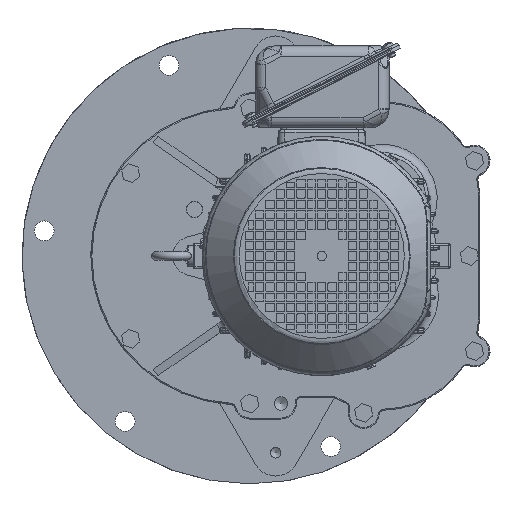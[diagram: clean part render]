
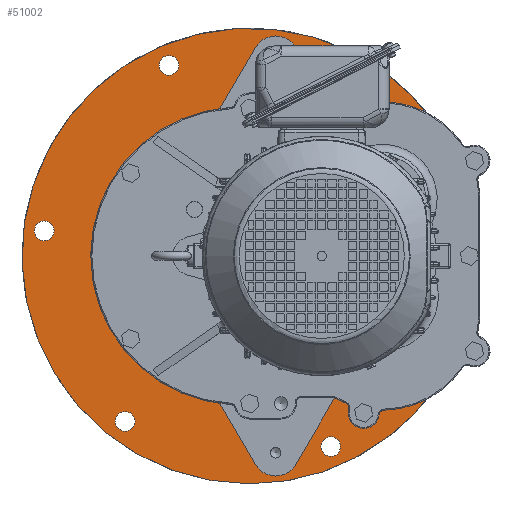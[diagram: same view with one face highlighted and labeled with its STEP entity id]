
A CAD part, left-side view. The second image highlights one B-rep face of the part: STEP entity #51002.
In plain terms, the highlighted planar face has unit normal (-1, 0, 0).
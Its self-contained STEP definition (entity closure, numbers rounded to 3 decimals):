
#971 = CARTESIAN_POINT ( 'NONE',  ( -24., -198.509, -14.874 ) ) ;
#1446 = VERTEX_POINT ( 'NONE', #8258 ) ;
#1715 = DIRECTION ( 'NONE',  ( -1., 0., 0. ) ) ;
#4771 = LINE ( 'NONE', #84409, #124448 ) ;
#5510 = DIRECTION ( 'NONE',  ( 0., 1., 0. ) ) ;
#8258 = CARTESIAN_POINT ( 'NONE',  ( -24., -180.987, 125.075 ) ) ;
#10099 = ORIENTED_EDGE ( 'NONE', *, *, #65980, .F. ) ;
#10754 = ORIENTED_EDGE ( 'NONE', *, *, #48845, .T. ) ;
#11192 = CARTESIAN_POINT ( 'NONE',  ( -24., -120.363, 159.727 ) ) ;
#12090 = DIRECTION ( 'NONE',  ( 0., 0., 1. ) ) ;
#12774 = CARTESIAN_POINT ( 'NONE',  ( -24., 78.146, 193.601 ) ) ;
#14766 = DIRECTION ( 'NONE',  ( -1., 0., 0. ) ) ;
#14815 = CIRCLE ( 'NONE', #97275, 88. ) ;
#16348 = EDGE_LOOP ( 'NONE', ( #80594 ) ) ;
#16511 = VECTOR ( 'NONE', #27257, 1000. ) ;
#16723 = VERTEX_POINT ( 'NONE', #18908 ) ;
#17037 = ORIENTED_EDGE ( 'NONE', *, *, #68144, .F. ) ;
#17697 = DIRECTION ( 'NONE',  ( -1., 0., 0. ) ) ;
#18908 = CARTESIAN_POINT ( 'NONE',  ( -24., -42.809, -139.5 ) ) ;
#21593 = AXIS2_PLACEMENT_3D ( 'NONE', #73079, #95242, #39854 ) ;
#25804 = CARTESIAN_POINT ( 'NONE',  ( -24., -43.509, -139.093 ) ) ;
#27257 = DIRECTION ( 'NONE',  ( 0., 0.864, -0.503 ) ) ;
#27509 = AXIS2_PLACEMENT_3D ( 'NONE', #134555, #113874, #12090 ) ;
#28076 = PLANE ( 'NONE',  #21593 ) ;
#28492 = EDGE_CURVE ( 'NONE', #116888, #116888, #107744, .T. ) ;
#29545 = EDGE_CURVE ( 'NONE', #16723, #136823, #4771, .T. ) ;
#29741 = EDGE_LOOP ( 'NONE', ( #10099 ) ) ;
#32359 = DIRECTION ( 'NONE',  ( 1., 0., 0. ) ) ;
#33434 = LINE ( 'NONE', #80635, #109561 ) ;
#36327 = VERTEX_POINT ( 'NONE', #115271 ) ;
#37884 = CIRCLE ( 'NONE', #106296, 9.5 ) ;
#38320 = VERTEX_POINT ( 'NONE', #68286 ) ;
#38425 = FACE_BOUND ( 'NONE', #142383, .T. ) ;
#39139 = FACE_BOUND ( 'NONE', #16348, .T. ) ;
#39854 = DIRECTION ( 'NONE',  ( 0., 0., 1. ) ) ;
#41248 = CARTESIAN_POINT ( 'NONE',  ( -24., -127.93, 54.869 ) ) ;
#41323 = CARTESIAN_POINT ( 'NONE',  ( -24., -103.815, 139.5 ) ) ;
#41952 = LINE ( 'NONE', #75203, #96594 ) ;
#42410 = CIRCLE ( 'NONE', #143743, 9.5 ) ;
#43023 = ORIENTED_EDGE ( 'NONE', *, *, #130898, .T. ) ;
#44988 = DIRECTION ( 'NONE',  ( 0., 0., 1. ) ) ;
#45702 = CARTESIAN_POINT ( 'NONE',  ( -24., -127.93, 54.869 ) ) ;
#47038 = CIRCLE ( 'NONE', #131877, 139.5 ) ;
#47636 = AXIS2_PLACEMENT_3D ( 'NONE', #11192, #64522, #51259 ) ;
#48845 = EDGE_CURVE ( 'NONE', #109531, #135657, #65941, .T. ) ;
#51002 = ADVANCED_FACE ( 'NONE', ( #117353, #39139, #84141, #75276, #86333, #129153, #38425 ), #28076, .T. ) ;
#51167 = AXIS2_PLACEMENT_3D ( 'NONE', #82926, #107982, #141177 ) ;
#51259 = DIRECTION ( 'NONE',  ( 0., 0., 1. ) ) ;
#51717 = CARTESIAN_POINT ( 'NONE',  ( -24., -173., -20.714 ) ) ;
#53049 = CARTESIAN_POINT ( 'NONE',  ( -24., 10., 0. ) ) ;
#55473 = ORIENTED_EDGE ( 'NONE', *, *, #65228, .T. ) ;
#58253 = DIRECTION ( 'NONE',  ( 0., 0., 1. ) ) ;
#59004 = CARTESIAN_POINT ( 'NONE',  ( -24., -198.509, -24.374 ) ) ;
#64522 = DIRECTION ( 'NONE',  ( -1., 0., 0. ) ) ;
#65204 = EDGE_CURVE ( 'NONE', #38320, #139006, #41952, .T. ) ;
#65228 = EDGE_CURVE ( 'NONE', #136823, #38320, #47038, .T. ) ;
#65233 = ORIENTED_EDGE ( 'NONE', *, *, #29545, .T. ) ;
#65941 = CIRCLE ( 'NONE', #82357, 88. ) ;
#65980 = EDGE_CURVE ( 'NONE', #36327, #36327, #42410, .T. ) ;
#67111 = EDGE_CURVE ( 'NONE', #123413, #123413, #37884, .T. ) ;
#67780 = DIRECTION ( 'NONE',  ( 0., 0., -1. ) ) ;
#68144 = EDGE_CURVE ( 'NONE', #70249, #70249, #108919, .T. ) ;
#68286 = CARTESIAN_POINT ( 'NONE',  ( -24., 10., 139.5 ) ) ;
#70249 = VERTEX_POINT ( 'NONE', #145538 ) ;
#73079 = CARTESIAN_POINT ( 'NONE',  ( -24., 0., 0. ) ) ;
#73739 = LINE ( 'NONE', #25804, #16511 ) ;
#75203 = CARTESIAN_POINT ( 'NONE',  ( -24., 0., 139.5 ) ) ;
#75276 = FACE_BOUND ( 'NONE', #29741, .T. ) ;
#75905 = CIRCLE ( 'NONE', #47636, 9.5 ) ;
#75948 = DIRECTION ( 'NONE',  ( 1., 0., 0. ) ) ;
#76667 = CARTESIAN_POINT ( 'NONE',  ( -24., 120.363, -159.727 ) ) ;
#77377 = DIRECTION ( 'NONE',  ( 0., 0., 1. ) ) ;
#78158 = CARTESIAN_POINT ( 'NONE',  ( -24., 0., 0. ) ) ;
#78702 = EDGE_CURVE ( 'NONE', #113091, #113091, #110000, .T. ) ;
#80594 = ORIENTED_EDGE ( 'NONE', *, *, #28492, .F. ) ;
#80635 = CARTESIAN_POINT ( 'NONE',  ( -24., -173., -62. ) ) ;
#81155 = AXIS2_PLACEMENT_3D ( 'NONE', #78158, #112797, #67780 ) ;
#81620 = ORIENTED_EDGE ( 'NONE', *, *, #78702, .F. ) ;
#82072 = DIRECTION ( 'NONE',  ( 0., 0., -1. ) ) ;
#82119 = VERTEX_POINT ( 'NONE', #85519 ) ;
#82357 = AXIS2_PLACEMENT_3D ( 'NONE', #45702, #92192, #58253 ) ;
#82860 = AXIS2_PLACEMENT_3D ( 'NONE', #122723, #1715, #112383 ) ;
#82926 = CARTESIAN_POINT ( 'NONE',  ( -24., -78.146, -184.101 ) ) ;
#84141 = FACE_BOUND ( 'NONE', #108988, .T. ) ;
#84409 = CARTESIAN_POINT ( 'NONE',  ( -24., 10., -139.5 ) ) ;
#85444 = CARTESIAN_POINT ( 'NONE',  ( -24., 10., -139.5 ) ) ;
#85519 = CARTESIAN_POINT ( 'NONE',  ( -24., -173., -63.725 ) ) ;
#86333 = FACE_BOUND ( 'NONE', #87862, .T. ) ;
#86863 = ORIENTED_EDGE ( 'NONE', *, *, #129276, .F. ) ;
#87725 = DIRECTION ( 'NONE',  ( 0., -1., 0. ) ) ;
#87862 = EDGE_LOOP ( 'NONE', ( #81620 ) ) ;
#88521 = EDGE_CURVE ( 'NONE', #109531, #1446, #92942, .T. ) ;
#88675 = EDGE_LOOP ( 'NONE', ( #17037 ) ) ;
#90850 = ORIENTED_EDGE ( 'NONE', *, *, #107753, .T. ) ;
#92192 = DIRECTION ( 'NONE',  ( 1., 0., 0. ) ) ;
#92942 = CIRCLE ( 'NONE', #81155, 220. ) ;
#95242 = DIRECTION ( 'NONE',  ( -1., 0., 0. ) ) ;
#96594 = VECTOR ( 'NONE', #87725, 1000. ) ;
#97275 = AXIS2_PLACEMENT_3D ( 'NONE', #41248, #32359, #77377 ) ;
#104029 = ORIENTED_EDGE ( 'NONE', *, *, #88521, .F. ) ;
#106296 = AXIS2_PLACEMENT_3D ( 'NONE', #59004, #14766, #44988 ) ;
#107744 = CIRCLE ( 'NONE', #51167, 9.5 ) ;
#107753 = EDGE_CURVE ( 'NONE', #82119, #16723, #73739, .T. ) ;
#107982 = DIRECTION ( 'NONE',  ( -1., 0., 0. ) ) ;
#108878 = ORIENTED_EDGE ( 'NONE', *, *, #65204, .T. ) ;
#108919 = CIRCLE ( 'NONE', #82860, 9.5 ) ;
#108988 = EDGE_LOOP ( 'NONE', ( #119321 ) ) ;
#109531 = VERTEX_POINT ( 'NONE', #110895 ) ;
#109561 = VECTOR ( 'NONE', #82072, 1000. ) ;
#109868 = DIRECTION ( 'NONE',  ( 0., 0., 1. ) ) ;
#110000 = CIRCLE ( 'NONE', #27509, 9.5 ) ;
#110895 = CARTESIAN_POINT ( 'NONE',  ( -24., -215.366, 44.918 ) ) ;
#112172 = VERTEX_POINT ( 'NONE', #124675 ) ;
#112383 = DIRECTION ( 'NONE',  ( 0., 0., 1. ) ) ;
#112797 = DIRECTION ( 'NONE',  ( 1., 0., 0. ) ) ;
#113091 = VERTEX_POINT ( 'NONE', #12774 ) ;
#113515 = ORIENTED_EDGE ( 'NONE', *, *, #113791, .T. ) ;
#113791 = EDGE_CURVE ( 'NONE', #135657, #82119, #33434, .T. ) ;
#113874 = DIRECTION ( 'NONE',  ( -1., 0., 0. ) ) ;
#115271 = CARTESIAN_POINT ( 'NONE',  ( -24., 120.363, -150.227 ) ) ;
#116888 = VERTEX_POINT ( 'NONE', #141209 ) ;
#117353 = FACE_OUTER_BOUND ( 'NONE', #144604, .T. ) ;
#119321 = ORIENTED_EDGE ( 'NONE', *, *, #67111, .F. ) ;
#122723 = CARTESIAN_POINT ( 'NONE',  ( -24., 198.509, 24.374 ) ) ;
#123413 = VERTEX_POINT ( 'NONE', #971 ) ;
#124448 = VECTOR ( 'NONE', #5510, 1000. ) ;
#124675 = CARTESIAN_POINT ( 'NONE',  ( -24., -120.363, 169.227 ) ) ;
#129153 = FACE_BOUND ( 'NONE', #88675, .T. ) ;
#129276 = EDGE_CURVE ( 'NONE', #112172, #112172, #75905, .T. ) ;
#130898 = EDGE_CURVE ( 'NONE', #139006, #1446, #14815, .T. ) ;
#131877 = AXIS2_PLACEMENT_3D ( 'NONE', #53049, #75948, #109868 ) ;
#132762 = DIRECTION ( 'NONE',  ( 0., 0., 1. ) ) ;
#134555 = CARTESIAN_POINT ( 'NONE',  ( -24., 78.146, 184.101 ) ) ;
#135657 = VERTEX_POINT ( 'NONE', #51717 ) ;
#136823 = VERTEX_POINT ( 'NONE', #85444 ) ;
#139006 = VERTEX_POINT ( 'NONE', #41323 ) ;
#141177 = DIRECTION ( 'NONE',  ( 0., 0., 1. ) ) ;
#141209 = CARTESIAN_POINT ( 'NONE',  ( -24., -78.146, -174.601 ) ) ;
#142383 = EDGE_LOOP ( 'NONE', ( #86863 ) ) ;
#143743 = AXIS2_PLACEMENT_3D ( 'NONE', #76667, #17697, #132762 ) ;
#144604 = EDGE_LOOP ( 'NONE', ( #104029, #10754, #113515, #90850, #65233, #55473, #108878, #43023 ) ) ;
#145538 = CARTESIAN_POINT ( 'NONE',  ( -24., 198.509, 33.874 ) ) ;
